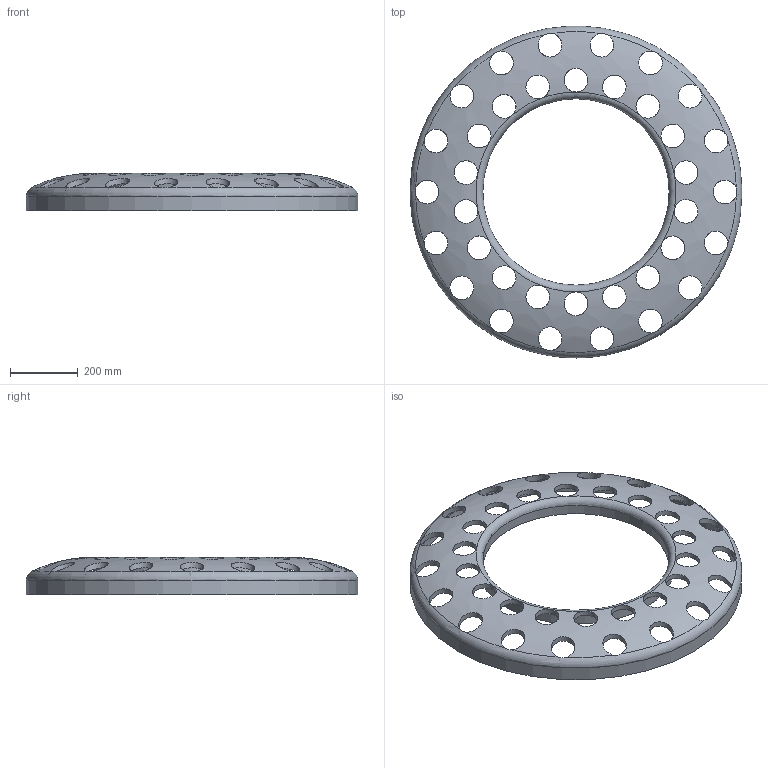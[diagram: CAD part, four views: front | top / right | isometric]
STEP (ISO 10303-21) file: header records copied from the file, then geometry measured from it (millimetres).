
FILE_DESCRIPTION(/* description */ (''),/* implementation_level */ '2;1');
FILE_NAME(/* name */ '16193.050X_3D.stp',/* time_stamp */ '2024-12-12T06:56:19+01:00',/* author */ ('CAD'),/* organization */ (''),/* preprocessor_version */ 'ST-DEVELOPER v20',/* originating_system */ 'AutoCAD Mechanical',/* authorisation */ '');
FILE_SCHEMA (('AUTOMOTIVE_DESIGN { 1 0 10303 214 3 1 1 }'));
Length unit declared in the file: centimetre
Products named in the file (2): Product; *S0
Assembly tree (1 placements, depth 2):
  Product
    *S0
Bounding box: 980 x 980 x 110 mm (x, y, z)
Volume: 8745947.9 mm3; surface area: 1363611.5 mm2
Topology: 1 solids, 1 shells, 65 faces, 388 edges, 253 vertices
Faces by surface type: cylinder 40, torus 21, bspline 2, plane 2
Full cylindrical faces by diameter (mm): 70 x36, 550 x1, 580 x1, 950 x1, 980 x1
Entity records: 7157 total; most frequent: CARTESIAN_POINT 4460, ORIENTED_EDGE 776, EDGE_CURVE 388, DIRECTION 382, VERTEX_POINT 253, B_SPLINE_CURVE_WITH_KNOTS 241, AXIS2_PLACEMENT_3D 171, CIRCLE 105
